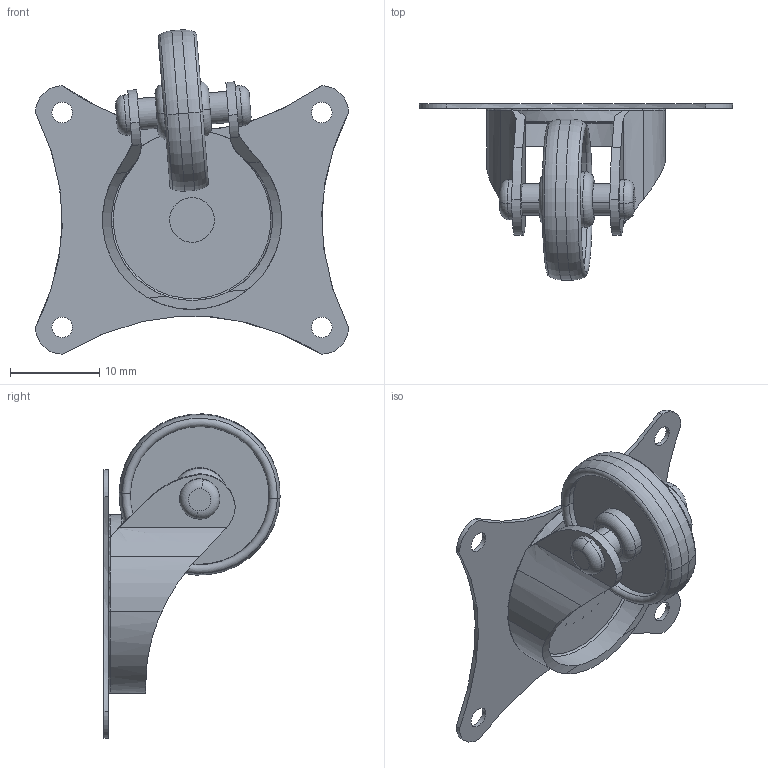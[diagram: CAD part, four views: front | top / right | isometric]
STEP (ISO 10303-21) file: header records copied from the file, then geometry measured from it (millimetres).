
FILE_DESCRIPTION (( 'STEP AP214' ), '1' );
FILE_NAME ('CW-ASSEMB.STEP', '2022-11-07T16:05:33', ( '' ), ( '' ), 'SwSTEP 2.0', 'SolidWorks 2021', '' );
FILE_SCHEMA (( 'AUTOMOTIVE_DESIGN' ));
Length unit declared in the file: millimetre
Products named in the file (6): CW-ASSEMB; wheel-pin; WHEEL; WHEEL-CARRIER; ball; TOP-PLATE
Assembly tree (34 placements, depth 2):
  CW-ASSEMB
    TOP-PLATE
    ball  x30
    WHEEL-CARRIER
    wheel-pin
    WHEEL
Bounding box: 35 x 19.69 x 36.24 mm (x, y, z)
Volume: 1962.9 mm3; surface area: 4289.8 mm2
Topology: 34 solids, 34 shells, 195 faces, 527 edges, 348 vertices
Faces by surface type: sphere 60, cylinder 57, torus 43, plane 27, bspline 8
Entity records: 4790 total; most frequent: CARTESIAN_POINT 1139, DIRECTION 804, ORIENTED_EDGE 638, AXIS2_PLACEMENT_3D 367, EDGE_CURVE 319, CIRCLE 201, VERTEX_POINT 200, EDGE_LOOP 161
